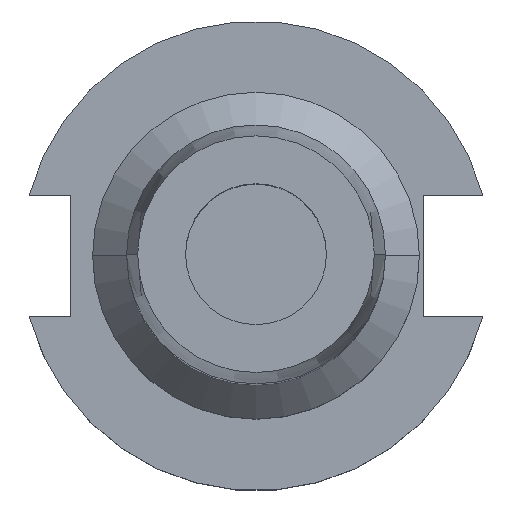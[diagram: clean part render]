
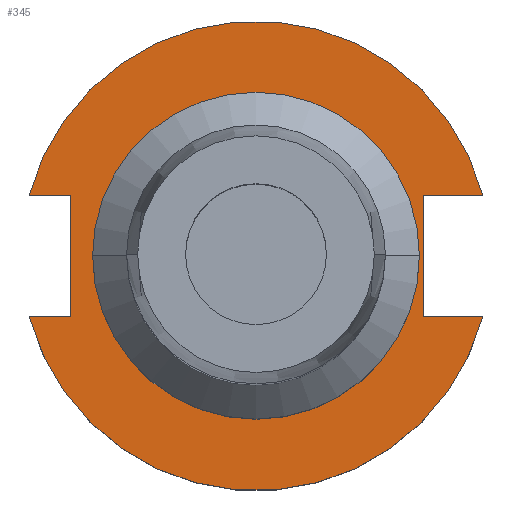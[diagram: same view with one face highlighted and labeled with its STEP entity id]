
A CAD part, top view. The second image highlights one B-rep face of the part: STEP entity #345.
In plain terms, the highlighted planar face has unit normal (0, 0, 1).
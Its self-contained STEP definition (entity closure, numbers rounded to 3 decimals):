
#13 = FACE_BOUND ( 'NONE', #954, .T. ) ;
#48 = DIRECTION ( 'NONE',  ( 1., 0., 0. ) ) ;
#81 = CARTESIAN_POINT ( 'NONE',  ( 0., 8.191, 19.05 ) ) ;
#101 = CARTESIAN_POINT ( 'NONE',  ( 0., 22.1, 19.05 ) ) ;
#107 = CARTESIAN_POINT ( 'NONE',  ( 30.675, -8.191, 19.05 ) ) ;
#117 = EDGE_CURVE ( 'NONE', #1319, #257, #1308, .T. ) ;
#122 = VERTEX_POINT ( 'NONE', #107 ) ;
#134 = CARTESIAN_POINT ( 'NONE',  ( 30.675, 8.191, 19.05 ) ) ;
#149 = DIRECTION ( 'NONE',  ( 1., 0., 0. ) ) ;
#165 = ORIENTED_EDGE ( 'NONE', *, *, #281, .F. ) ;
#185 = VERTEX_POINT ( 'NONE', #1186 ) ;
#227 = LINE ( 'NONE', #910, #1133 ) ;
#257 = VERTEX_POINT ( 'NONE', #1063 ) ;
#260 = AXIS2_PLACEMENT_3D ( 'NONE', #456, #1181, #683 ) ;
#281 = EDGE_CURVE ( 'NONE', #1398, #351, #227, .T. ) ;
#282 = CARTESIAN_POINT ( 'NONE',  ( 0., 0., 19.05 ) ) ;
#337 = CIRCLE ( 'NONE', #1637, 31.75 ) ;
#340 = EDGE_CURVE ( 'NONE', #1380, #464, #1313, .T. ) ;
#345 = ADVANCED_FACE ( 'NONE', ( #13, #656 ), #1508, .F. ) ;
#347 = DIRECTION ( 'NONE',  ( 0., -1., 0. ) ) ;
#351 = VERTEX_POINT ( 'NONE', #1634 ) ;
#353 = VECTOR ( 'NONE', #1463, 1000. ) ;
#377 = DIRECTION ( 'NONE',  ( 0., 0., 1. ) ) ;
#387 = AXIS2_PLACEMENT_3D ( 'NONE', #101, #1377, #510 ) ;
#407 = DIRECTION ( 'NONE',  ( 1., 0., 0. ) ) ;
#456 = CARTESIAN_POINT ( 'NONE',  ( 0., 0., 19.05 ) ) ;
#464 = VERTEX_POINT ( 'NONE', #1241 ) ;
#509 = VECTOR ( 'NONE', #347, 1000. ) ;
#510 = DIRECTION ( 'NONE',  ( -1., 0., 0. ) ) ;
#545 = ORIENTED_EDGE ( 'NONE', *, *, #1620, .F. ) ;
#554 = EDGE_CURVE ( 'NONE', #1147, #185, #1071, .T. ) ;
#561 = CARTESIAN_POINT ( 'NONE',  ( -30.675, 8.191, 19.05 ) ) ;
#575 = CARTESIAN_POINT ( 'NONE',  ( 22.606, -8.191, 19.05 ) ) ;
#577 = CIRCLE ( 'NONE', #260, 22.1 ) ;
#581 = VERTEX_POINT ( 'NONE', #134 ) ;
#582 = ORIENTED_EDGE ( 'NONE', *, *, #737, .F. ) ;
#595 = LINE ( 'NONE', #81, #1560 ) ;
#656 = FACE_OUTER_BOUND ( 'NONE', #1489, .T. ) ;
#683 = DIRECTION ( 'NONE',  ( 1., 0., 0. ) ) ;
#737 = EDGE_CURVE ( 'NONE', #581, #464, #595, .T. ) ;
#742 = CARTESIAN_POINT ( 'NONE',  ( 0., 0., 19.05 ) ) ;
#744 = DIRECTION ( 'NONE',  ( 0., 1., 0. ) ) ;
#755 = ORIENTED_EDGE ( 'NONE', *, *, #554, .F. ) ;
#858 = ORIENTED_EDGE ( 'NONE', *, *, #340, .T. ) ;
#860 = CARTESIAN_POINT ( 'NONE',  ( 22.606, 22.1, 19.05 ) ) ;
#906 = EDGE_CURVE ( 'NONE', #1398, #122, #1092, .T. ) ;
#910 = CARTESIAN_POINT ( 'NONE',  ( -61.091, -8.191, 19.05 ) ) ;
#934 = CARTESIAN_POINT ( 'NONE',  ( -30.675, -8.191, 19.05 ) ) ;
#939 = DIRECTION ( 'NONE',  ( -1., 0., 0. ) ) ;
#954 = EDGE_LOOP ( 'NONE', ( #1554, #755 ) ) ;
#972 = VECTOR ( 'NONE', #744, 1000. ) ;
#980 = LINE ( 'NONE', #1374, #353 ) ;
#1009 = DIRECTION ( 'NONE',  ( 0., 0., 1. ) ) ;
#1010 = VECTOR ( 'NONE', #1130, 1000. ) ;
#1019 = CARTESIAN_POINT ( 'NONE',  ( 0., 0., 19.05 ) ) ;
#1024 = AXIS2_PLACEMENT_3D ( 'NONE', #282, #1009, #149 ) ;
#1062 = EDGE_CURVE ( 'NONE', #581, #1319, #337, .T. ) ;
#1063 = CARTESIAN_POINT ( 'NONE',  ( -25.091, 8.191, 19.05 ) ) ;
#1071 = CIRCLE ( 'NONE', #1502, 22.1 ) ;
#1092 = CIRCLE ( 'NONE', #1024, 31.75 ) ;
#1130 = DIRECTION ( 'NONE',  ( 1., 0., 0. ) ) ;
#1133 = VECTOR ( 'NONE', #48, 1000. ) ;
#1147 = VERTEX_POINT ( 'NONE', #1417 ) ;
#1152 = DIRECTION ( 'NONE',  ( 1., 0., 0. ) ) ;
#1155 = EDGE_CURVE ( 'NONE', #185, #1147, #577, .T. ) ;
#1181 = DIRECTION ( 'NONE',  ( 0., 0., 1. ) ) ;
#1186 = CARTESIAN_POINT ( 'NONE',  ( 22.1, 0., 19.05 ) ) ;
#1239 = ORIENTED_EDGE ( 'NONE', *, *, #1062, .T. ) ;
#1241 = CARTESIAN_POINT ( 'NONE',  ( 22.606, 8.191, 19.05 ) ) ;
#1280 = DIRECTION ( 'NONE',  ( 0., 0., 1. ) ) ;
#1300 = EDGE_CURVE ( 'NONE', #257, #351, #1421, .T. ) ;
#1308 = LINE ( 'NONE', #1460, #1010 ) ;
#1313 = LINE ( 'NONE', #860, #972 ) ;
#1319 = VERTEX_POINT ( 'NONE', #561 ) ;
#1323 = CARTESIAN_POINT ( 'NONE',  ( -25.091, 8.191, 19.05 ) ) ;
#1374 = CARTESIAN_POINT ( 'NONE',  ( 0., -8.191, 19.05 ) ) ;
#1377 = DIRECTION ( 'NONE',  ( 0., 0., -1. ) ) ;
#1380 = VERTEX_POINT ( 'NONE', #575 ) ;
#1398 = VERTEX_POINT ( 'NONE', #934 ) ;
#1417 = CARTESIAN_POINT ( 'NONE',  ( -22.1, 0., 19.05 ) ) ;
#1421 = LINE ( 'NONE', #1323, #509 ) ;
#1425 = ORIENTED_EDGE ( 'NONE', *, *, #1300, .T. ) ;
#1460 = CARTESIAN_POINT ( 'NONE',  ( -61.091, 8.191, 19.05 ) ) ;
#1463 = DIRECTION ( 'NONE',  ( 1., 0., 0. ) ) ;
#1489 = EDGE_LOOP ( 'NONE', ( #1425, #165, #1510, #545, #858, #582, #1239, #1584 ) ) ;
#1502 = AXIS2_PLACEMENT_3D ( 'NONE', #742, #377, #407 ) ;
#1508 = PLANE ( 'NONE',  #387 ) ;
#1510 = ORIENTED_EDGE ( 'NONE', *, *, #906, .T. ) ;
#1554 = ORIENTED_EDGE ( 'NONE', *, *, #1155, .F. ) ;
#1560 = VECTOR ( 'NONE', #939, 1000. ) ;
#1584 = ORIENTED_EDGE ( 'NONE', *, *, #117, .T. ) ;
#1620 = EDGE_CURVE ( 'NONE', #1380, #122, #980, .T. ) ;
#1634 = CARTESIAN_POINT ( 'NONE',  ( -25.091, -8.191, 19.05 ) ) ;
#1637 = AXIS2_PLACEMENT_3D ( 'NONE', #1019, #1280, #1152 ) ;
